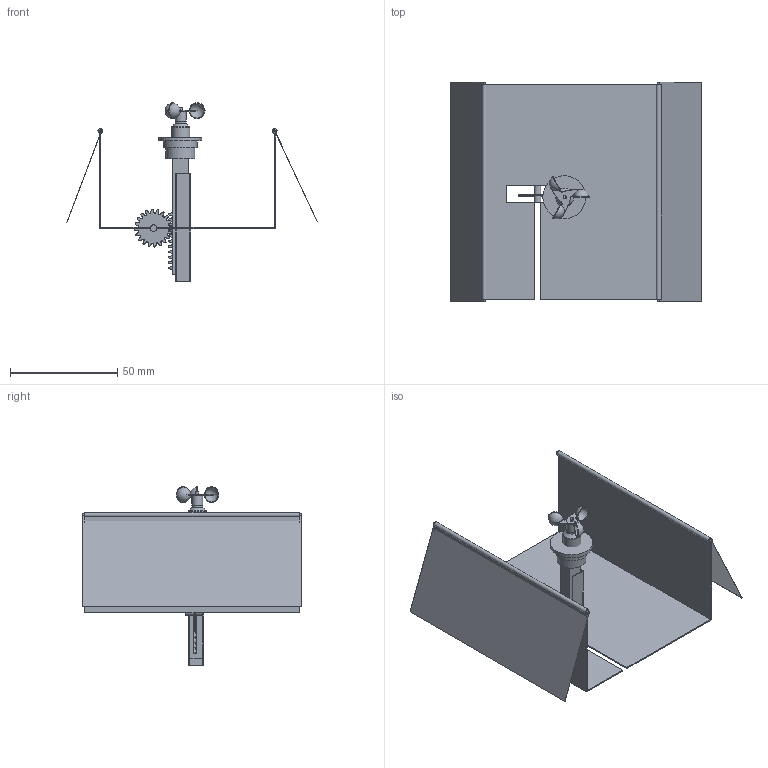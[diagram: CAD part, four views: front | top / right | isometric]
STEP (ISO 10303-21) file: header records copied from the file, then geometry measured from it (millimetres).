
FILE_DESCRIPTION(/* description */ (''),/* implementation_level */ '2;1');
FILE_NAME(/* name */ 'PROBE.step',/* time_stamp */ '2025-08-03T16:05:35+01:00',/* author */ (''),/* organization */ (''),/* preprocessor_version */ 'ST-DEVELOPER v20.1',/* originating_system */ 'Autodesk Translation Framework v14.10.0.0',/* authorisation */ '');
FILE_SCHEMA (('AUTOMOTIVE_DESIGN { 1 0 10303 214 3 1 1 }'));
Length unit declared in the file: centimetre
Products named in the file (10): idk; Component3; Component1; Component2; Component3(Mirror); Spur Gear (20 teeth); Component6; Anemometro; Component7; Component8
Assembly tree (9 placements, depth 3):
  idk
    Component3
    Component1
    Component2
    Component3(Mirror)
    Spur Gear (20 teeth)
    Component6
      Anemometro
    Component7
      Component8
Bounding box: 116.67 x 102 x 83.05 mm (x, y, z)
Volume: 16258.6 mm3; surface area: 62105.6 mm2
Topology: 17 solids, 17 shells, 390 faces, 991 edges, 651 vertices
Faces by surface type: plane 178, cylinder 115, bspline 65, torus 22, sphere 6, cone 4
Full cylindrical faces by diameter (mm): 0.853 x4, 2.263 x2, 3.053 x1, 3.2 x1, 4.05 x1, 4.514 x2, 4.725 x1, 5.062 x2, 6.581 x2, 7.425 x3, 7.594 x1, 8.437 x1, 12 x1, 13.5 x1, 15.7 x1, 20 x1
Entity records: 25856 total; most frequent: CARTESIAN_POINT 16462, ORIENTED_EDGE 1966, DIRECTION 1872, EDGE_CURVE 983, AXIS2_PLACEMENT_3D 699, VERTEX_POINT 651, LINE 474, VECTOR 474
